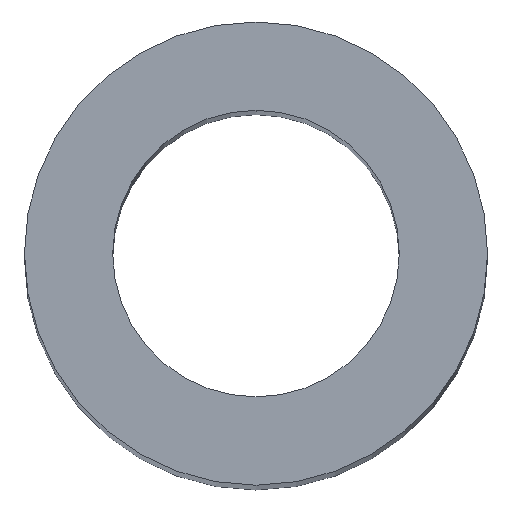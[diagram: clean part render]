
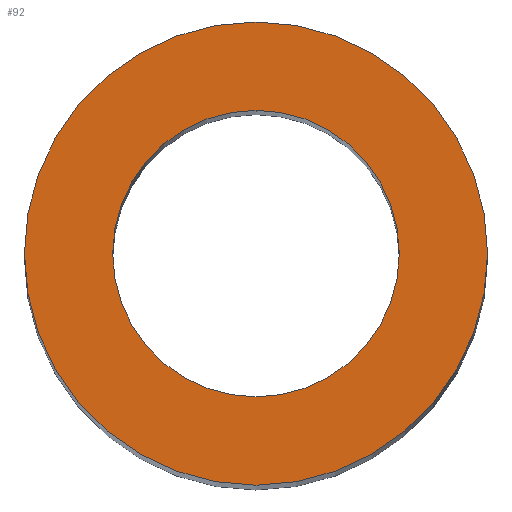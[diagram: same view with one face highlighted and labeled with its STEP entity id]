
A CAD part, top view. The second image highlights one B-rep face of the part: STEP entity #92.
In plain terms, the highlighted planar face has unit normal (0, 0, 1).
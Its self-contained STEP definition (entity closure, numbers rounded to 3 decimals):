
#7 = VERTEX_POINT ( 'NONE', #129 ) ;
#14 = VERTEX_POINT ( 'NONE', #121 ) ;
#16 = EDGE_CURVE ( 'NONE', #7, #14, #143, .T. ) ;
#22 = VERTEX_POINT ( 'NONE', #162 ) ;
#62 = VERTEX_POINT ( 'NONE', #400 ) ;
#68 = EDGE_CURVE ( 'NONE', #62, #22, #413, .T. ) ;
#78 = EDGE_CURVE ( 'NONE', #22, #62, #233, .T. ) ;
#92 = ADVANCED_FACE ( 'NONE', ( #262, #261 ), #264, .F. ) ;
#93 = EDGE_LOOP ( 'NONE', ( #94, #95 ) ) ;
#94 = ORIENTED_EDGE ( 'NONE', *, *, #68, .T. ) ;
#95 = ORIENTED_EDGE ( 'NONE', *, *, #78, .T. ) ;
#102 = EDGE_CURVE ( 'NONE', #14, #7, #268, .T. ) ;
#103 = EDGE_LOOP ( 'NONE', ( #107, #105 ) ) ;
#105 = ORIENTED_EDGE ( 'NONE', *, *, #102, .T. ) ;
#107 = ORIENTED_EDGE ( 'NONE', *, *, #16, .T. ) ;
#120 = DIRECTION ( 'NONE',  ( 0., 0., 1. ) ) ;
#121 = CARTESIAN_POINT ( 'NONE',  ( -9.25, 0., 0. ) ) ;
#129 = CARTESIAN_POINT ( 'NONE',  ( 9.25, 0., 0. ) ) ;
#140 = DIRECTION ( 'NONE',  ( 1., 0., 0. ) ) ;
#141 = CARTESIAN_POINT ( 'NONE',  ( 0., 0., 0. ) ) ;
#142 = AXIS2_PLACEMENT_3D ( 'NONE', #141, #120, #140 ) ;
#143 = CIRCLE ( 'NONE', #142, 9.25 ) ;
#162 = CARTESIAN_POINT ( 'NONE',  ( 0., -5.722, 0. ) ) ;
#233 = CIRCLE ( 'NONE', #237, 5.722 ) ;
#234 = DIRECTION ( 'NONE',  ( 0., 1., 0. ) ) ;
#235 = DIRECTION ( 'NONE',  ( 0., 0., -1. ) ) ;
#236 = CARTESIAN_POINT ( 'NONE',  ( 0., 0., 0. ) ) ;
#237 = AXIS2_PLACEMENT_3D ( 'NONE', #236, #235, #234 ) ;
#255 = DIRECTION ( 'NONE',  ( 1., 0., 0. ) ) ;
#256 = DIRECTION ( 'NONE',  ( 0., 0., 1. ) ) ;
#257 = CARTESIAN_POINT ( 'NONE',  ( 0., 0., 0. ) ) ;
#258 = AXIS2_PLACEMENT_3D ( 'NONE', #257, #256, #255 ) ;
#261 = FACE_OUTER_BOUND ( 'NONE', #103, .T. ) ;
#262 = FACE_BOUND ( 'NONE', #93, .T. ) ;
#264 = PLANE ( 'NONE',  #266 ) ;
#265 = CARTESIAN_POINT ( 'NONE',  ( 0., 9.25, 0. ) ) ;
#266 = AXIS2_PLACEMENT_3D ( 'NONE', #265, #270, #269 ) ;
#268 = CIRCLE ( 'NONE', #258, 9.25 ) ;
#269 = DIRECTION ( 'NONE',  ( -1., 0., 0. ) ) ;
#270 = DIRECTION ( 'NONE',  ( 0., 0., -1. ) ) ;
#400 = CARTESIAN_POINT ( 'NONE',  ( 0., 5.722, 0. ) ) ;
#409 = DIRECTION ( 'NONE',  ( 0., 1., 0. ) ) ;
#410 = DIRECTION ( 'NONE',  ( 0., 0., -1. ) ) ;
#411 = CARTESIAN_POINT ( 'NONE',  ( 0., 0., 0. ) ) ;
#412 = AXIS2_PLACEMENT_3D ( 'NONE', #411, #410, #409 ) ;
#413 = CIRCLE ( 'NONE', #412, 5.722 ) ;
